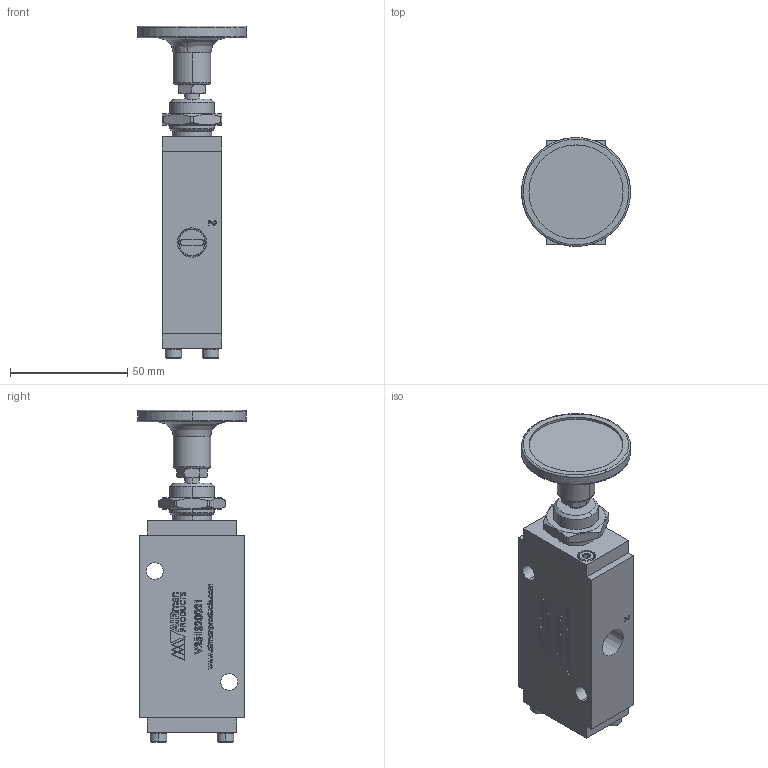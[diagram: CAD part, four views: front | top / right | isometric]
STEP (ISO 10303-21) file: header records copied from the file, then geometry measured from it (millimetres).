
FILE_DESCRIPTION (( 'STEP AP214' ), '1' );
FILE_NAME ('V251S20021-VALVE-.25-NPT-3-2-PPDET-VC.STEP', '2021-07-30T06:56:20', ( '' ), ( '' ), 'SwSTEP 2.0', 'SolidWorks 2018', '' );
FILE_SCHEMA (( 'AUTOMOTIVE_DESIGN' ));
Length unit declared in the file: inch
Products named in the file (1): V251S20021-VALVE-.25-NPT-3-2-PPDET-VC
Bounding box: 46.48 x 46.42 x 141.5 mm (x, y, z)
Volume: 112040 mm3; surface area: 24776.5 mm2
Topology: 1 solids, 1 shells, 1516 faces, 3954 edges, 2608 vertices
Faces by surface type: plane 820, bspline 572, cone 76, cylinder 48
Entity records: 91700 total; most frequent: CARTESIAN_POINT 38689, ORIENTED_EDGE 7908, DIRECTION 4816, EDGE_CURVE 3954, VERTEX_POINT 2608, LINE 2554, VECTOR 2554, EDGE_LOOP 1688
